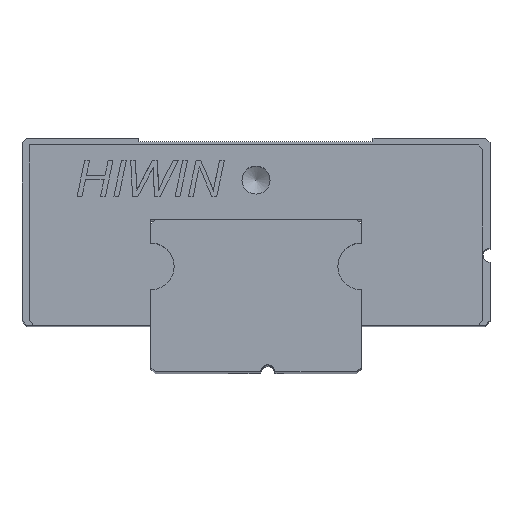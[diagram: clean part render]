
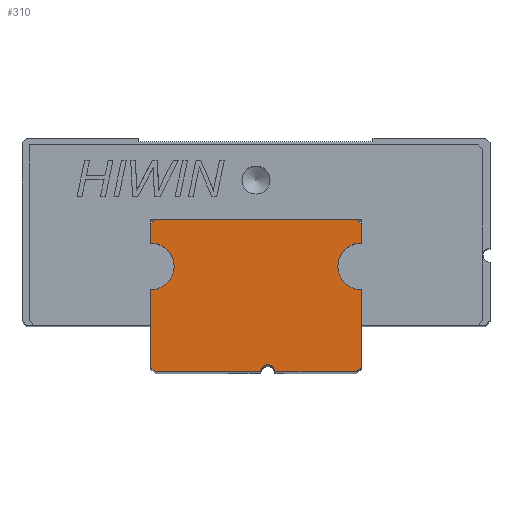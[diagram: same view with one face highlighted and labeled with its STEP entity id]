
A CAD part, top view. The second image highlights one B-rep face of the part: STEP entity #310.
In plain terms, the highlighted planar face has unit normal (0, 0, 1).
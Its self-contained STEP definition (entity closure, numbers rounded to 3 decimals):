
#161=PLANE('',#4046);
#310=ADVANCED_FACE('',(#547),#161,.F.);
#547=FACE_OUTER_BOUND('',#754,.T.);
#754=EDGE_LOOP('',(#1397,#1398,#1399,#1400,#1401,#1402,#1403,#1404,#1405,
#1406,#1407,#1408,#1409,#1410));
#993=CIRCLE('',#4026,0.3);
#998=CIRCLE('',#4034,1.);
#1003=CIRCLE('',#4043,1.);
#1397=ORIENTED_EDGE('',*,*,#2894,.T.);
#1398=ORIENTED_EDGE('',*,*,#2912,.T.);
#1399=ORIENTED_EDGE('',*,*,#2898,.T.);
#1400=ORIENTED_EDGE('',*,*,#2913,.T.);
#1401=ORIENTED_EDGE('',*,*,#2902,.T.);
#1402=ORIENTED_EDGE('',*,*,#2908,.T.);
#1403=ORIENTED_EDGE('',*,*,#2911,.T.);
#1404=ORIENTED_EDGE('',*,*,#2914,.T.);
#1405=ORIENTED_EDGE('',*,*,#2869,.T.);
#1406=ORIENTED_EDGE('',*,*,#2878,.T.);
#1407=ORIENTED_EDGE('',*,*,#2881,.T.);
#1408=ORIENTED_EDGE('',*,*,#2915,.T.);
#1409=ORIENTED_EDGE('',*,*,#2885,.T.);
#1410=ORIENTED_EDGE('',*,*,#2891,.T.);
#2478=VERTEX_POINT('',#5151);
#2479=VERTEX_POINT('',#5152);
#2483=VERTEX_POINT('',#5195);
#2485=VERTEX_POINT('',#5201);
#2486=VERTEX_POINT('',#5208);
#2487=VERTEX_POINT('',#5209);
#2491=VERTEX_POINT('',#5219);
#2493=VERTEX_POINT('',#5225);
#2497=VERTEX_POINT('',#5235);
#2498=VERTEX_POINT('',#5236);
#2501=VERTEX_POINT('',#5244);
#2502=VERTEX_POINT('',#5245);
#2506=VERTEX_POINT('',#5255);
#2508=VERTEX_POINT('',#5261);
#2869=EDGE_CURVE('',#2478,#2479,#3431,.T.);
#2878=EDGE_CURVE('',#2479,#2483,#993,.T.);
#2881=EDGE_CURVE('',#2483,#2485,#3438,.T.);
#2885=EDGE_CURVE('',#2486,#2487,#3439,.T.);
#2891=EDGE_CURVE('',#2487,#2491,#998,.T.);
#2894=EDGE_CURVE('',#2491,#2493,#3446,.T.);
#2898=EDGE_CURVE('',#2497,#2498,#3447,.T.);
#2902=EDGE_CURVE('',#2501,#2502,#3451,.T.);
#2908=EDGE_CURVE('',#2502,#2506,#1003,.T.);
#2911=EDGE_CURVE('',#2506,#2508,#3458,.T.);
#2912=EDGE_CURVE('',#2493,#2497,#3459,.T.);
#2913=EDGE_CURVE('',#2498,#2501,#3460,.T.);
#2914=EDGE_CURVE('',#2508,#2478,#3461,.T.);
#2915=EDGE_CURVE('',#2485,#2486,#3462,.T.);
#3431=LINE('',#5150,#3704);
#3438=LINE('',#5202,#3711);
#3439=LINE('',#5207,#3712);
#3446=LINE('',#5226,#3719);
#3447=LINE('',#5234,#3720);
#3451=LINE('',#5243,#3724);
#3458=LINE('',#5262,#3731);
#3459=LINE('',#5264,#3732);
#3460=LINE('',#5265,#3733);
#3461=LINE('',#5266,#3734);
#3462=LINE('',#5267,#3735);
#3704=VECTOR('',#4245,1.);
#3711=VECTOR('',#4264,1.);
#3712=VECTOR('',#4273,1.);
#3719=VECTOR('',#4288,1.);
#3720=VECTOR('',#4297,1.);
#3724=VECTOR('',#4303,1.);
#3731=VECTOR('',#4318,1.);
#3732=VECTOR('',#4321,1.);
#3733=VECTOR('',#4322,1.);
#3734=VECTOR('',#4323,1.);
#3735=VECTOR('',#4324,1.);
#4026=AXIS2_PLACEMENT_3D('',#5196,#4258,#4259);
#4034=AXIS2_PLACEMENT_3D('',#5220,#4282,#4283);
#4043=AXIS2_PLACEMENT_3D('',#5256,#4312,#4313);
#4046=AXIS2_PLACEMENT_3D('',#5268,#4325,#4326);
#4245=DIRECTION('',(1.,0.,0.));
#4258=DIRECTION('',(0.,0.,-1.));
#4259=DIRECTION('',(1.,0.,0.));
#4264=DIRECTION('',(1.,0.,0.));
#4273=DIRECTION('',(0.,1.,0.));
#4282=DIRECTION('',(0.,0.,-1.));
#4283=DIRECTION('',(1.,0.,0.));
#4288=DIRECTION('',(0.,1.,0.));
#4297=DIRECTION('',(-1.,0.,0.));
#4303=DIRECTION('',(0.,-1.,0.));
#4312=DIRECTION('',(0.,0.,-1.));
#4313=DIRECTION('',(1.,0.,0.));
#4318=DIRECTION('',(0.,-1.,0.));
#4321=DIRECTION('',(-0.707,0.707,0.));
#4322=DIRECTION('',(-0.707,-0.707,0.));
#4323=DIRECTION('',(0.707,-0.707,0.));
#4324=DIRECTION('',(0.707,0.707,0.));
#4325=DIRECTION('',(0.,0.,-1.));
#4326=DIRECTION('',(-1.,0.,0.));
#5150=CARTESIAN_POINT('',(-4.5,0.,27.5));
#5151=CARTESIAN_POINT('',(-4.3,0.,27.5));
#5152=CARTESIAN_POINT('',(0.2,0.,27.5));
#5195=CARTESIAN_POINT('',(0.8,0.,27.5));
#5196=CARTESIAN_POINT('',(0.5,0.,27.5));
#5201=CARTESIAN_POINT('',(4.3,0.,27.5));
#5202=CARTESIAN_POINT('',(0.8,0.,27.5));
#5207=CARTESIAN_POINT('',(4.5,0.,27.5));
#5208=CARTESIAN_POINT('',(4.5,0.2,27.5));
#5209=CARTESIAN_POINT('',(4.5,3.5,27.5));
#5219=CARTESIAN_POINT('',(4.5,5.5,27.5));
#5220=CARTESIAN_POINT('',(4.5,4.5,27.5));
#5225=CARTESIAN_POINT('',(4.5,6.3,27.5));
#5226=CARTESIAN_POINT('',(4.5,5.5,27.5));
#5234=CARTESIAN_POINT('',(4.5,6.5,27.5));
#5235=CARTESIAN_POINT('',(4.3,6.5,27.5));
#5236=CARTESIAN_POINT('',(-4.3,6.5,27.5));
#5243=CARTESIAN_POINT('',(-4.5,6.5,27.5));
#5244=CARTESIAN_POINT('',(-4.5,6.3,27.5));
#5245=CARTESIAN_POINT('',(-4.5,5.5,27.5));
#5255=CARTESIAN_POINT('',(-4.5,3.5,27.5));
#5256=CARTESIAN_POINT('',(-4.5,4.5,27.5));
#5261=CARTESIAN_POINT('',(-4.5,0.2,27.5));
#5262=CARTESIAN_POINT('',(-4.5,3.5,27.5));
#5264=CARTESIAN_POINT('',(4.3,6.5,27.5));
#5265=CARTESIAN_POINT('',(-4.5,6.3,27.5));
#5266=CARTESIAN_POINT('',(-4.3,0.,27.5));
#5267=CARTESIAN_POINT('',(4.5,0.2,27.5));
#5268=CARTESIAN_POINT('',(0.5,0.,27.5));
